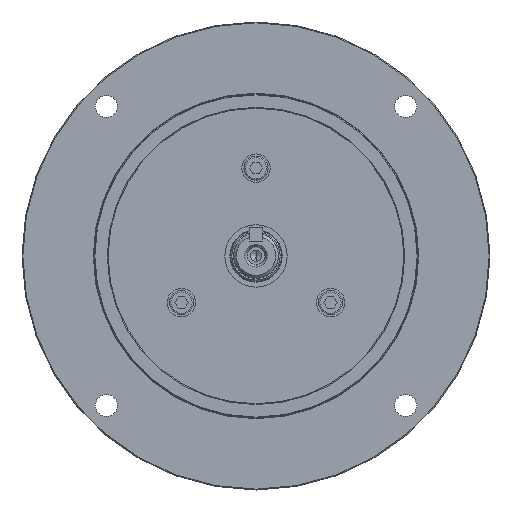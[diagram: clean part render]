
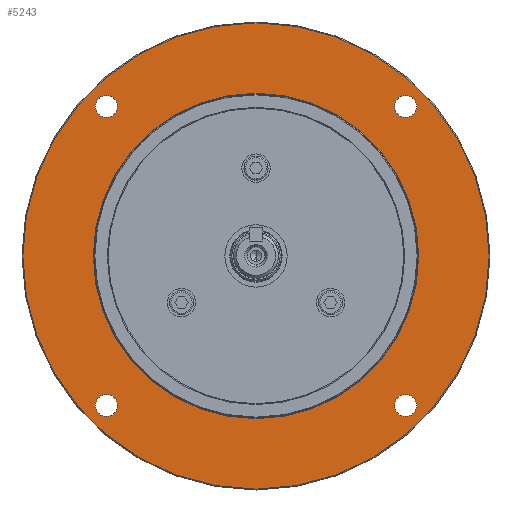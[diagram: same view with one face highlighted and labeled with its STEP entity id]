
A CAD part, top view. The second image highlights one B-rep face of the part: STEP entity #5243.
In plain terms, the highlighted planar face has unit normal (0, 0, 1).
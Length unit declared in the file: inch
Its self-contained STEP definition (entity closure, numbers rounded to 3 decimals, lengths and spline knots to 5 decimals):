
#159=CARTESIAN_POINT('',(-2.07713,2.07713,3.18898));
#160=DIRECTION('',(0.,0.,1.));
#161=DIRECTION('',(1.,0.,0.));
#162=AXIS2_PLACEMENT_3D('',#159,#160,#161);
#164=CARTESIAN_POINT('',(-2.07713,2.07713,3.18898));
#165=DIRECTION('',(0.,0.,1.));
#166=DIRECTION('',(-1.,0.,0.));
#167=AXIS2_PLACEMENT_3D('',#164,#165,#166);
#169=CARTESIAN_POINT('',(-2.07713,-2.07713,3.18898));
#170=DIRECTION('',(0.,0.,1.));
#171=DIRECTION('',(1.,0.,0.));
#172=AXIS2_PLACEMENT_3D('',#169,#170,#171);
#174=CARTESIAN_POINT('',(-2.07713,-2.07713,3.18898));
#175=DIRECTION('',(0.,0.,1.));
#176=DIRECTION('',(-1.,0.,0.));
#177=AXIS2_PLACEMENT_3D('',#174,#175,#176);
#179=CARTESIAN_POINT('',(2.07713,-2.07713,3.18898));
#180=DIRECTION('',(0.,0.,1.));
#181=DIRECTION('',(1.,0.,0.));
#182=AXIS2_PLACEMENT_3D('',#179,#180,#181);
#184=CARTESIAN_POINT('',(2.07713,-2.07713,3.18898));
#185=DIRECTION('',(0.,0.,1.));
#186=DIRECTION('',(-1.,0.,0.));
#187=AXIS2_PLACEMENT_3D('',#184,#185,#186);
#189=CARTESIAN_POINT('',(2.07713,2.07713,3.18898));
#190=DIRECTION('',(0.,0.,1.));
#191=DIRECTION('',(1.,0.,0.));
#192=AXIS2_PLACEMENT_3D('',#189,#190,#191);
#194=CARTESIAN_POINT('',(2.07713,2.07713,3.18898));
#195=DIRECTION('',(0.,0.,1.));
#196=DIRECTION('',(-1.,0.,0.));
#197=AXIS2_PLACEMENT_3D('',#194,#195,#196);
#199=CARTESIAN_POINT('',(0.,0.,3.18898));
#200=DIRECTION('',(0.,0.,1.));
#201=DIRECTION('',(1.,0.,0.));
#202=AXIS2_PLACEMENT_3D('',#199,#200,#201);
#204=CARTESIAN_POINT('',(0.,0.,3.18898));
#205=DIRECTION('',(0.,0.,1.));
#206=DIRECTION('',(-1.,0.,0.));
#207=AXIS2_PLACEMENT_3D('',#204,#205,#206);
#209=CARTESIAN_POINT('',(0.,0.,3.18898));
#210=DIRECTION('',(0.,0.,1.));
#211=DIRECTION('',(1.,0.,0.));
#212=AXIS2_PLACEMENT_3D('',#209,#210,#211);
#219=CARTESIAN_POINT('',(0.,0.,3.18898));
#220=DIRECTION('',(0.,0.,1.));
#221=DIRECTION('',(-1.,0.,0.));
#222=AXIS2_PLACEMENT_3D('',#219,#220,#221);
#4657=CARTESIAN_POINT('',(2.23077,2.07713,3.18898));
#4658=CARTESIAN_POINT('',(1.92348,2.07713,3.18898));
#4659=VERTEX_POINT('',#4657);
#4660=VERTEX_POINT('',#4658);
#4677=CARTESIAN_POINT('',(2.23077,-2.07713,3.18898));
#4678=CARTESIAN_POINT('',(1.92348,-2.07713,3.18898));
#4679=VERTEX_POINT('',#4677);
#4680=VERTEX_POINT('',#4678);
#4685=CARTESIAN_POINT('',(-1.92348,-2.07713,
3.18898));
#4686=CARTESIAN_POINT('',(-2.23077,-2.07713,
3.18898));
#4687=VERTEX_POINT('',#4685);
#4688=VERTEX_POINT('',#4686);
#4693=CARTESIAN_POINT('',(-1.92348,2.07713,3.18898));
#4694=CARTESIAN_POINT('',(-2.23077,2.07713,3.18898));
#4695=VERTEX_POINT('',#4693);
#4696=VERTEX_POINT('',#4694);
#4721=CARTESIAN_POINT('',(3.23819,0.,3.18898));
#4722=CARTESIAN_POINT('',(-3.23819,0.,3.18898));
#4723=VERTEX_POINT('',#4721);
#4724=VERTEX_POINT('',#4722);
#4745=CARTESIAN_POINT('',(2.25984,0.,3.18898));
#4746=CARTESIAN_POINT('',(-2.25984,0.,3.18898));
#4747=VERTEX_POINT('',#4745);
#4748=VERTEX_POINT('',#4746);
#5203=CARTESIAN_POINT('',(0.,0.,3.18898));
#5204=DIRECTION('',(0.,0.,1.));
#5205=DIRECTION('',(1.,0.,0.));
#5206=AXIS2_PLACEMENT_3D('',#5203,#5204,#5205);
#5207=PLANE('',#5206);
#5209=ORIENTED_EDGE('',*,*,#5208,.F.);
#5211=ORIENTED_EDGE('',*,*,#5210,.F.);
#5212=EDGE_LOOP('',(#5209,#5211));
#5213=FACE_OUTER_BOUND('',#5212,.F.);
#5215=ORIENTED_EDGE('',*,*,#5214,.T.);
#5217=ORIENTED_EDGE('',*,*,#5216,.T.);
#5218=EDGE_LOOP('',(#5215,#5217));
#5219=FACE_BOUND('',#5218,.F.);
#5221=ORIENTED_EDGE('',*,*,#5220,.T.);
#5223=ORIENTED_EDGE('',*,*,#5222,.T.);
#5224=EDGE_LOOP('',(#5221,#5223));
#5225=FACE_BOUND('',#5224,.F.);
#5227=ORIENTED_EDGE('',*,*,#5226,.T.);
#5229=ORIENTED_EDGE('',*,*,#5228,.T.);
#5230=EDGE_LOOP('',(#5227,#5229));
#5231=FACE_BOUND('',#5230,.F.);
#5233=ORIENTED_EDGE('',*,*,#5232,.T.);
#5235=ORIENTED_EDGE('',*,*,#5234,.T.);
#5236=EDGE_LOOP('',(#5233,#5235));
#5237=FACE_BOUND('',#5236,.F.);
#5239=ORIENTED_EDGE('',*,*,#5238,.T.);
#5240=ORIENTED_EDGE('',*,*,#5186,.T.);
#5241=EDGE_LOOP('',(#5239,#5240));
#5242=FACE_BOUND('',#5241,.F.);
#163=CIRCLE('',#162,0.15364);
#168=CIRCLE('',#167,0.15364);
#173=CIRCLE('',#172,0.15364);
#178=CIRCLE('',#177,0.15364);
#183=CIRCLE('',#182,0.15364);
#188=CIRCLE('',#187,0.15364);
#193=CIRCLE('',#192,0.15364);
#198=CIRCLE('',#197,0.15364);
#203=CIRCLE('',#202,2.25984);
#208=CIRCLE('',#207,2.25984);
#213=CIRCLE('',#212,3.23819);
#223=CIRCLE('',#222,3.23819);
#5186=EDGE_CURVE('',#4748,#4747,#208,.T.);
#5208=EDGE_CURVE('',#4723,#4724,#213,.T.);
#5210=EDGE_CURVE('',#4724,#4723,#223,.T.);
#5214=EDGE_CURVE('',#4695,#4696,#163,.T.);
#5216=EDGE_CURVE('',#4696,#4695,#168,.T.);
#5220=EDGE_CURVE('',#4687,#4688,#173,.T.);
#5222=EDGE_CURVE('',#4688,#4687,#178,.T.);
#5226=EDGE_CURVE('',#4679,#4680,#183,.T.);
#5228=EDGE_CURVE('',#4680,#4679,#188,.T.);
#5232=EDGE_CURVE('',#4659,#4660,#193,.T.);
#5234=EDGE_CURVE('',#4660,#4659,#198,.T.);
#5238=EDGE_CURVE('',#4747,#4748,#203,.T.);
#5243=ADVANCED_FACE('',(#5213,#5219,#5225,#5231,#5237,#5242),#5207,.T.);
